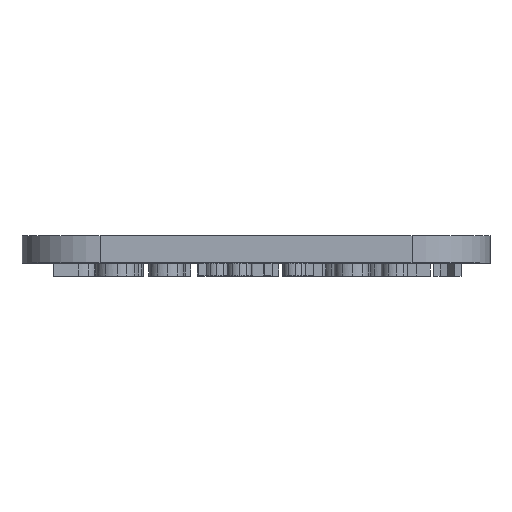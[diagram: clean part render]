
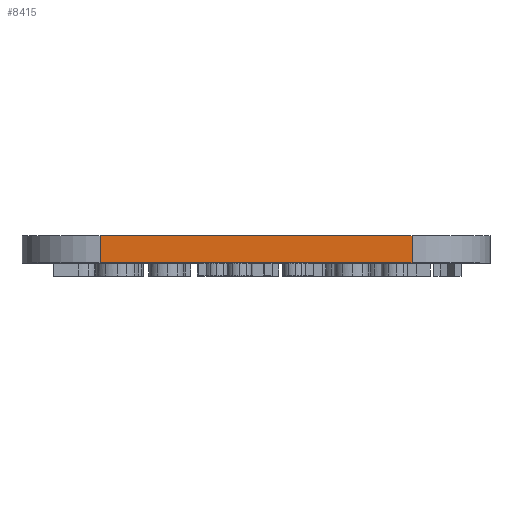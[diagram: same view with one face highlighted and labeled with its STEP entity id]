
A CAD part, top view. The second image highlights one B-rep face of the part: STEP entity #8415.
In plain terms, the highlighted planar face has unit normal (0, 0, 1).
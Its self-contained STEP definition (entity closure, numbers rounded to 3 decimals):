
#769=PLANE('',#8911);
#1000=FACE_OUTER_BOUND('',#1477,.T.);
#1477=EDGE_LOOP('',(#5880,#5881,#5882,#5883));
#1972=LINE('',#10469,#2785);
#1977=LINE('',#10481,#2790);
#2012=LINE('',#10678,#2825);
#2013=LINE('',#10680,#2826);
#2785=VECTOR('',#9152,10.);
#2790=VECTOR('',#9163,10.);
#2825=VECTOR('',#9220,10.);
#2826=VECTOR('',#9223,10.);
#3615=VERTEX_POINT('',#10466);
#3616=VERTEX_POINT('',#10468);
#3620=VERTEX_POINT('',#10480);
#3684=VERTEX_POINT('',#10676);
#4485=EDGE_CURVE('',#3615,#3616,#1972,.T.);
#4491=EDGE_CURVE('',#3620,#3616,#1977,.T.);
#4561=EDGE_CURVE('',#3620,#3684,#2012,.T.);
#4562=EDGE_CURVE('',#3684,#3615,#2013,.T.);
#5880=ORIENTED_EDGE('',*,*,#4485,.F.);
#5881=ORIENTED_EDGE('',*,*,#4562,.F.);
#5882=ORIENTED_EDGE('',*,*,#4561,.F.);
#5883=ORIENTED_EDGE('',*,*,#4491,.T.);
#8415=ADVANCED_FACE('',(#1000),#769,.T.);
#8911=AXIS2_PLACEMENT_3D('',#10679,#9221,#9222);
#9152=DIRECTION('',(0.,-1.,0.));
#9163=DIRECTION('',(1.,0.,0.));
#9220=DIRECTION('',(0.,1.,0.));
#9221=DIRECTION('center_axis',(0.,0.,1.));
#9222=DIRECTION('ref_axis',(1.,0.,0.));
#9223=DIRECTION('',(1.,0.,0.));
#10466=CARTESIAN_POINT('',(-10.,3.5,40.));
#10468=CARTESIAN_POINT('',(-10.,0.,40.));
#10469=CARTESIAN_POINT('',(-10.,0.,40.));
#10480=CARTESIAN_POINT('',(-50.,0.,40.));
#10481=CARTESIAN_POINT('',(-60.,0.,40.));
#10676=CARTESIAN_POINT('',(-50.,3.5,40.));
#10678=CARTESIAN_POINT('',(-50.,0.,40.));
#10679=CARTESIAN_POINT('Origin',(-60.,0.,40.));
#10680=CARTESIAN_POINT('',(-60.,3.5,40.));
